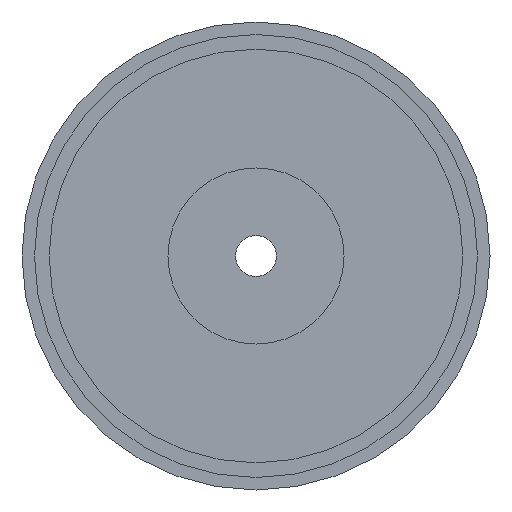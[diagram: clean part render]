
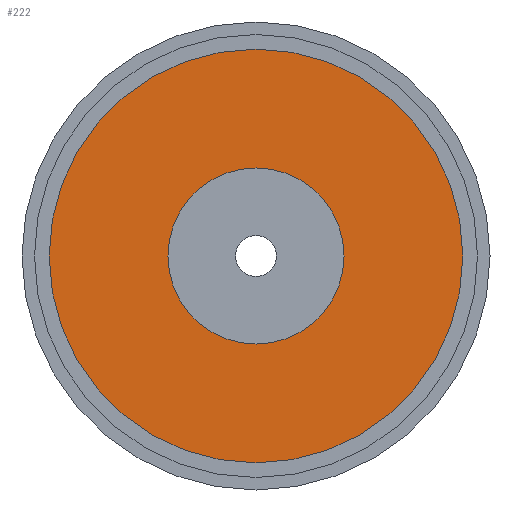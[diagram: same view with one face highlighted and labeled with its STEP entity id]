
A CAD part, front view. The second image highlights one B-rep face of the part: STEP entity #222.
In plain terms, the highlighted planar face has unit normal (0, -1, 0).
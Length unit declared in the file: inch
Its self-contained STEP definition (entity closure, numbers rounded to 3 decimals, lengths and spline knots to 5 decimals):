
#1=CARTESIAN_POINT('',(0.,0.,0.));
#2=DIRECTION('',(0.,1.,0.));
#3=DIRECTION('',(0.,0.,-1.));
#4=AXIS2_PLACEMENT_3D('',#1,#2,#3);
#6=CARTESIAN_POINT('',(0.,0.,0.));
#7=DIRECTION('',(0.,-1.,0.));
#8=DIRECTION('',(0.,0.,-1.));
#9=AXIS2_PLACEMENT_3D('',#6,#7,#8);
#11=CARTESIAN_POINT('',(0.,0.,0.));
#12=DIRECTION('',(0.,-1.,0.));
#13=DIRECTION('',(0.,0.,-1.));
#14=AXIS2_PLACEMENT_3D('',#11,#12,#13);
#24=CARTESIAN_POINT('',(0.,0.,0.));
#25=DIRECTION('',(0.,1.,0.));
#26=DIRECTION('',(0.,0.,-1.));
#27=AXIS2_PLACEMENT_3D('',#24,#25,#26);
#178=CARTESIAN_POINT('',(0.,0.,-0.6));
#180=VERTEX_POINT('',#178);
#186=CARTESIAN_POINT('',(0.,0.,0.6));
#188=VERTEX_POINT('',#186);
#189=CARTESIAN_POINT('',(0.,0.,-1.41));
#191=VERTEX_POINT('',#189);
#197=CARTESIAN_POINT('',(0.,0.,1.41));
#199=VERTEX_POINT('',#197);
#205=CARTESIAN_POINT('',(0.,0.,0.));
#206=DIRECTION('',(0.,-1.,0.));
#207=DIRECTION('',(0.,0.,1.));
#208=AXIS2_PLACEMENT_3D('',#205,#206,#207);
#209=PLANE('',#208);
#211=ORIENTED_EDGE('',*,*,#210,.F.);
#213=ORIENTED_EDGE('',*,*,#212,.T.);
#214=EDGE_LOOP('',(#211,#213));
#215=FACE_OUTER_BOUND('',#214,.F.);
#217=ORIENTED_EDGE('',*,*,#216,.F.);
#219=ORIENTED_EDGE('',*,*,#218,.T.);
#220=EDGE_LOOP('',(#217,#219));
#221=FACE_BOUND('',#220,.F.);
#222=ADVANCED_FACE('',(#215,#221),#209,.T.);
#5=CIRCLE('',#4,0.6);
#10=CIRCLE('',#9,0.6);
#15=CIRCLE('',#14,1.41);
#28=CIRCLE('',#27,1.41);
#210=EDGE_CURVE('',#191,#199,#15,.T.);
#212=EDGE_CURVE('',#191,#199,#28,.T.);
#216=EDGE_CURVE('',#180,#188,#5,.T.);
#218=EDGE_CURVE('',#180,#188,#10,.T.);
